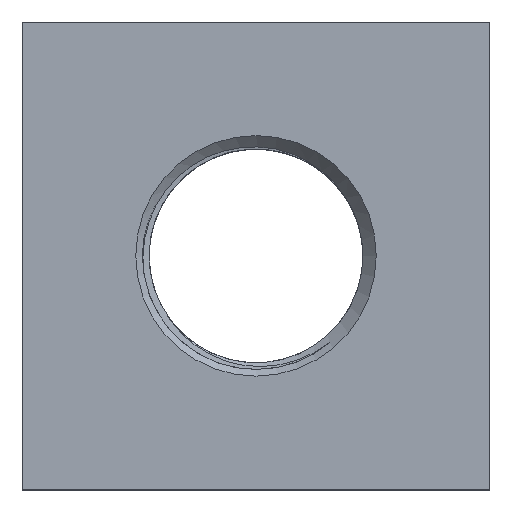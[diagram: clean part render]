
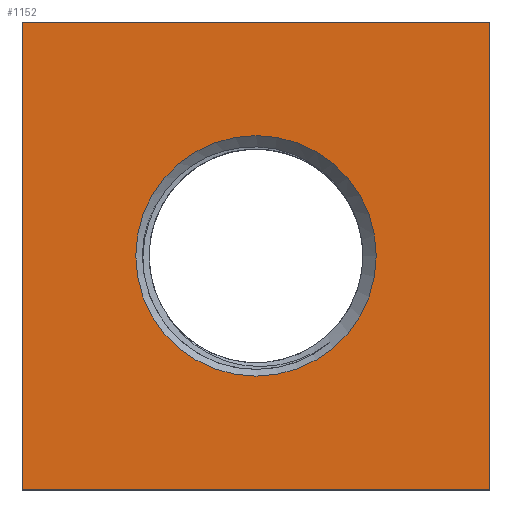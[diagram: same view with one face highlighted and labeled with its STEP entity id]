
A CAD part, top view. The second image highlights one B-rep face of the part: STEP entity #1152.
In plain terms, the highlighted planar face has unit normal (0, 0, 1).
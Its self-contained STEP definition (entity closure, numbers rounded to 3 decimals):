
#148=LINE('',#2713,#288);
#149=LINE('',#2716,#289);
#150=LINE('',#2718,#290);
#151=LINE('',#2720,#291);
#288=VECTOR('',#1498,1000.);
#289=VECTOR('',#1499,1000.);
#290=VECTOR('',#1500,1000.);
#291=VECTOR('',#1501,1000.);
#356=PLANE('',#1234);
#615=ORIENTED_EDGE('',*,*,#820,.T.);
#616=ORIENTED_EDGE('',*,*,#821,.T.);
#617=ORIENTED_EDGE('',*,*,#822,.T.);
#618=ORIENTED_EDGE('',*,*,#823,.T.);
#619=ORIENTED_EDGE('',*,*,#680,.F.);
#680=EDGE_CURVE('',#833,#833,#930,.T.);
#820=EDGE_CURVE('',#922,#923,#148,.T.);
#821=EDGE_CURVE('',#923,#924,#149,.T.);
#822=EDGE_CURVE('',#924,#925,#150,.T.);
#823=EDGE_CURVE('',#925,#922,#151,.T.);
#833=VERTEX_POINT('',#1527);
#922=VERTEX_POINT('',#2714);
#923=VERTEX_POINT('',#2715);
#924=VERTEX_POINT('',#2717);
#925=VERTEX_POINT('',#2719);
#930=CIRCLE('',#1173,1.8);
#996=EDGE_LOOP('',(#615,#616,#617,#618));
#997=EDGE_LOOP('',(#619));
#1074=FACE_BOUND('',#996,.T.);
#1075=FACE_BOUND('',#997,.T.);
#1152=ADVANCED_FACE('',(#1074,#1075),#356,.T.);
#1173=AXIS2_PLACEMENT_3D('',#1526,#1246,#1247);
#1234=AXIS2_PLACEMENT_3D('',#2712,#1496,#1497);
#1246=DIRECTION('',(0.,0.,1.));
#1247=DIRECTION('',(1.,0.,0.));
#1496=DIRECTION('',(0.,0.,1.));
#1497=DIRECTION('',(1.,0.,0.));
#1498=DIRECTION('',(0.,-1.,0.));
#1499=DIRECTION('',(1.,0.,0.));
#1500=DIRECTION('',(0.,1.,0.));
#1501=DIRECTION('',(-1.,0.,0.));
#1526=CARTESIAN_POINT('',(0.,0.,2.5));
#1527=CARTESIAN_POINT('',(1.8,0.,2.5));
#2712=CARTESIAN_POINT('',(0.,0.,2.5));
#2713=CARTESIAN_POINT('',(-3.5,3.5,2.5));
#2714=CARTESIAN_POINT('',(-3.5,3.5,2.5));
#2715=CARTESIAN_POINT('',(-3.5,-3.5,2.5));
#2716=CARTESIAN_POINT('',(-3.5,-3.5,2.5));
#2717=CARTESIAN_POINT('',(3.5,-3.5,2.5));
#2718=CARTESIAN_POINT('',(3.5,-3.5,2.5));
#2719=CARTESIAN_POINT('',(3.5,3.5,2.5));
#2720=CARTESIAN_POINT('',(3.5,3.5,2.5));
